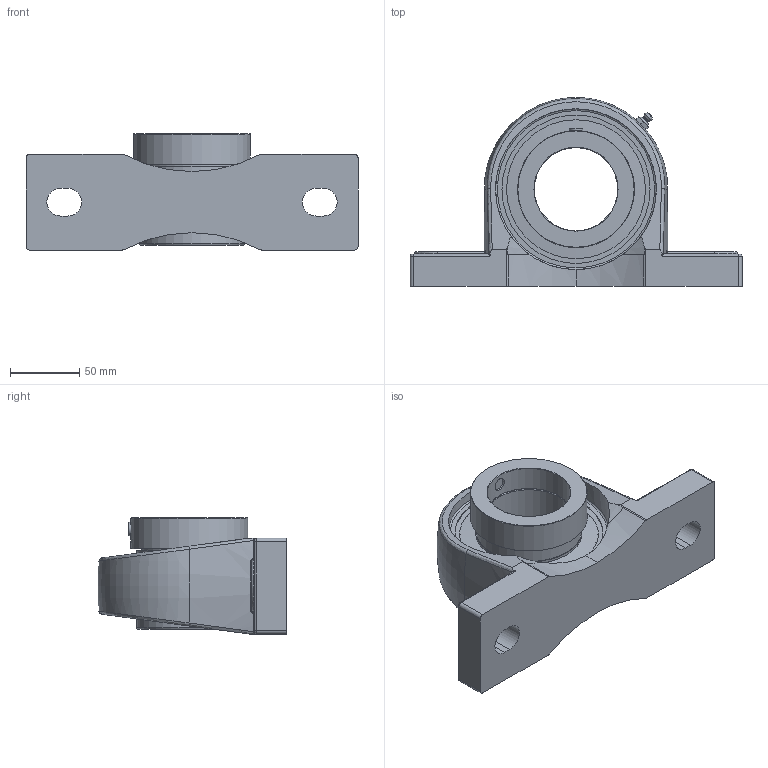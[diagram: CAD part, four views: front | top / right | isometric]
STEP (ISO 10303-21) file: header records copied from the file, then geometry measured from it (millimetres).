
FILE_DESCRIPTION(('HOOPS Exchange Step'),'2;1');
FILE_NAME('export-CB86D92A-3302-4A6C-BDBF-7877819226CC.stp','2019-12-13T14:00:18-08:00',('ibuslach'),('Alibre'),'HOOPS Exchange 2019.2','Alibre','Unknown authorisation');
FILE_SCHEMA( ('AP242_MANAGED_MODEL_BASED_3D_ENGINEERING_MIM_LF {1 0 10303 442 1 1 4 }') );
Length unit declared in the file: centimetre
Products named in the file (8): MRN SP 212; UCP ZERK 9mm; SHC 212-39 SHIELD; SHC 211 SS; SHC 212 COLLAR; SHC 212 RACE; MRN SHC 212; MRN SHCP 212
Assembly tree (7 placements, depth 3):
  MRN SHCP 212
    MRN SP 212
    UCP ZERK 9mm
    MRN SHC 212
      SHC 212-39 SHIELD
      SHC 211 SS
      SHC 212 COLLAR
      SHC 212 RACE
Bounding box: 239 x 135.89 x 83.56 mm (x, y, z)
Volume: 699509.6 mm3; surface area: 168568.1 mm2
Topology: 18 solids, 18 shells, 251 faces, 672 edges, 433 vertices
Faces by surface type: cylinder 78, plane 71, cone 32, torus 29, bspline 22, sphere 19
Full cylindrical faces by diameter (mm): 2.264 x2, 9 x2, 9.525 x3, 60 x2, 72.034 x2, 75.565 x2, 75.59 x2, 76.606 x2, 84.2 x1, 98.996 x2, 100.013 x4, 115.749 x2
Entity records: 15538 total; most frequent: CARTESIAN_POINT 9225, DIRECTION 1301, ORIENTED_EDGE 1286, EDGE_CURVE 643, AXIS2_PLACEMENT_3D 549, VERTEX_POINT 433, EDGE_LOOP 280, FACE_BOUND 280
